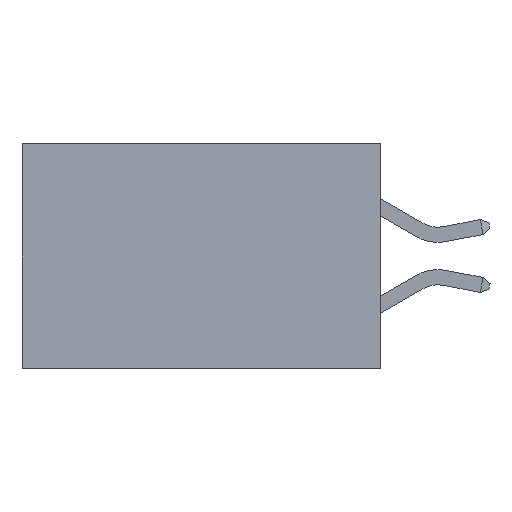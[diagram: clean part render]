
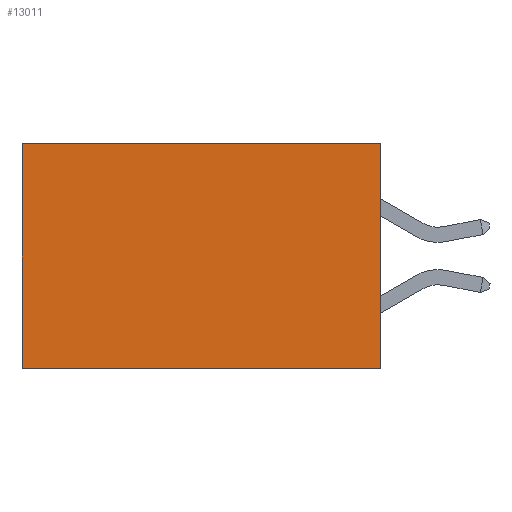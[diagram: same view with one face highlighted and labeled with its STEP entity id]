
A CAD part, left-side view. The second image highlights one B-rep face of the part: STEP entity #13011.
In plain terms, the highlighted planar face has unit normal (-1, 0, 0).
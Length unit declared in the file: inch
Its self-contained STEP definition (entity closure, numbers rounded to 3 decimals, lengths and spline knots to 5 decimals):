
#59 = LINE ( 'NONE', #10607, #16326 ) ;
#826 = DIRECTION ( 'NONE',  ( 0., 0., -1. ) ) ;
#1260 = CARTESIAN_POINT ( 'NONE',  ( 0.277, 0.59, 0. ) ) ;
#2043 = VERTEX_POINT ( 'NONE', #7168 ) ;
#3013 = VERTEX_POINT ( 'NONE', #1260 ) ;
#3995 = EDGE_CURVE ( 'NONE', #3013, #23974, #21022, .T. ) ;
#4057 = EDGE_LOOP ( 'NONE', ( #13704, #9083, #20276, #9176 ) ) ;
#4096 = AXIS2_PLACEMENT_3D ( 'NONE', #15569, #13534, #826 ) ;
#4425 = VECTOR ( 'NONE', #15889, 39.37008 ) ;
#6146 = EDGE_CURVE ( 'NONE', #2043, #3013, #59, .T. ) ;
#7168 = CARTESIAN_POINT ( 'NONE',  ( 0.277, 0., 0. ) ) ;
#8226 = CARTESIAN_POINT ( 'NONE',  ( 0.277, 0., -0.37 ) ) ;
#9083 = ORIENTED_EDGE ( 'NONE', *, *, #16759, .F. ) ;
#9176 = ORIENTED_EDGE ( 'NONE', *, *, #6146, .T. ) ;
#9613 = CARTESIAN_POINT ( 'NONE',  ( 0.277, 0.59, -0.37 ) ) ;
#10035 = LINE ( 'NONE', #26396, #4425 ) ;
#10607 = CARTESIAN_POINT ( 'NONE',  ( 0.277, 0., 0. ) ) ;
#10614 = DIRECTION ( 'NONE',  ( 0., 1., 0. ) ) ;
#11855 = FACE_OUTER_BOUND ( 'NONE', #4057, .T. ) ;
#13011 = ADVANCED_FACE ( 'NONE', ( #11855 ), #13443, .F. ) ;
#13443 = PLANE ( 'NONE',  #4096 ) ;
#13534 = DIRECTION ( 'NONE',  ( 1., 0., 0. ) ) ;
#13704 = ORIENTED_EDGE ( 'NONE', *, *, #3995, .T. ) ;
#14734 = VECTOR ( 'NONE', #22998, 39.37008 ) ;
#14765 = VECTOR ( 'NONE', #15871, 39.37008 ) ;
#15569 = CARTESIAN_POINT ( 'NONE',  ( 0.277, 0., -0.37 ) ) ;
#15871 = DIRECTION ( 'NONE',  ( 0., 0., -1. ) ) ;
#15889 = DIRECTION ( 'NONE',  ( 0., 1., 0. ) ) ;
#15898 = CARTESIAN_POINT ( 'NONE',  ( 0.277, 0.59, -0.37 ) ) ;
#16135 = EDGE_CURVE ( 'NONE', #2043, #24404, #19683, .T. ) ;
#16326 = VECTOR ( 'NONE', #10614, 39.37008 ) ;
#16759 = EDGE_CURVE ( 'NONE', #24404, #23974, #10035, .T. ) ;
#19683 = LINE ( 'NONE', #8226, #14734 ) ;
#20276 = ORIENTED_EDGE ( 'NONE', *, *, #16135, .F. ) ;
#21022 = LINE ( 'NONE', #15898, #14765 ) ;
#22998 = DIRECTION ( 'NONE',  ( 0., 0., -1. ) ) ;
#23363 = CARTESIAN_POINT ( 'NONE',  ( 0.277, 0., -0.37 ) ) ;
#23974 = VERTEX_POINT ( 'NONE', #9613 ) ;
#24404 = VERTEX_POINT ( 'NONE', #23363 ) ;
#26396 = CARTESIAN_POINT ( 'NONE',  ( 0.277, 0., -0.37 ) ) ;
